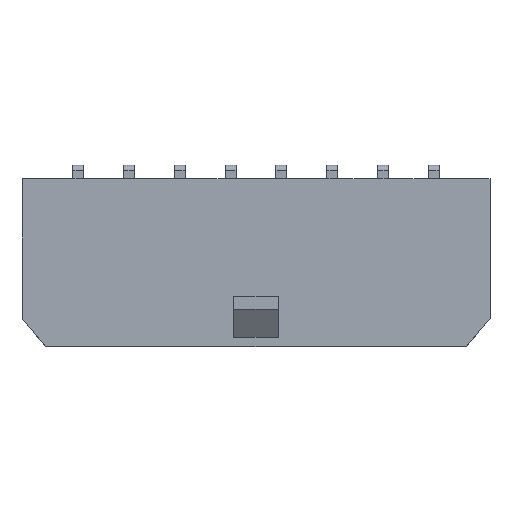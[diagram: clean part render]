
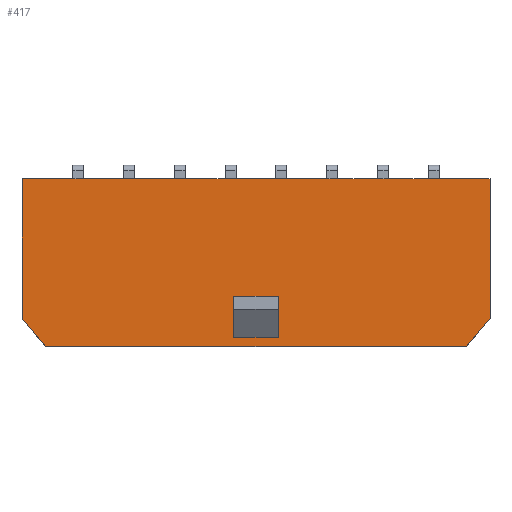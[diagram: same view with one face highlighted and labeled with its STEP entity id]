
A CAD part, top view. The second image highlights one B-rep face of the part: STEP entity #417.
In plain terms, the highlighted planar face has unit normal (0, 0, 1).
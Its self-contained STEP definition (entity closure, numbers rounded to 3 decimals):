
#417=ADVANCED_FACE('',(#942,#943),#694,.T.);
#694=PLANE('',#5170);
#942=FACE_BOUND('',#983,.T.);
#943=FACE_BOUND('',#984,.T.);
#983=EDGE_LOOP('',(#1422,#1423,#1424,#1425,#1426,#1427));
#984=EDGE_LOOP('',(#1428,#1429,#1430,#1431));
#1422=ORIENTED_EDGE('',*,*,#3266,.F.);
#1423=ORIENTED_EDGE('',*,*,#3249,.F.);
#1424=ORIENTED_EDGE('',*,*,#3310,.T.);
#1425=ORIENTED_EDGE('',*,*,#3258,.T.);
#1426=ORIENTED_EDGE('',*,*,#3263,.F.);
#1427=ORIENTED_EDGE('',*,*,#3305,.F.);
#1428=ORIENTED_EDGE('',*,*,#3311,.T.);
#1429=ORIENTED_EDGE('',*,*,#3312,.T.);
#1430=ORIENTED_EDGE('',*,*,#3313,.F.);
#1431=ORIENTED_EDGE('',*,*,#3314,.F.);
#2782=VERTEX_POINT('',#7042);
#2783=VERTEX_POINT('',#7044);
#2791=VERTEX_POINT('',#7061);
#2792=VERTEX_POINT('',#7063);
#2795=VERTEX_POINT('',#7071);
#2796=VERTEX_POINT('',#7075);
#2838=VERTEX_POINT('',#7166);
#2839=VERTEX_POINT('',#7167);
#2840=VERTEX_POINT('',#7169);
#2841=VERTEX_POINT('',#7171);
#3249=EDGE_CURVE('',#2782,#2783,#3965,.T.);
#3258=EDGE_CURVE('',#2792,#2791,#3974,.T.);
#3263=EDGE_CURVE('',#2795,#2791,#3979,.T.);
#3266=EDGE_CURVE('',#2783,#2796,#3982,.T.);
#3305=EDGE_CURVE('',#2796,#2795,#4021,.T.);
#3310=EDGE_CURVE('',#2782,#2792,#4026,.T.);
#3311=EDGE_CURVE('',#2838,#2839,#4027,.T.);
#3312=EDGE_CURVE('',#2839,#2840,#4028,.T.);
#3313=EDGE_CURVE('',#2841,#2840,#4029,.T.);
#3314=EDGE_CURVE('',#2838,#2841,#4030,.T.);
#3965=LINE('',#7043,#4609);
#3974=LINE('',#7062,#4618);
#3979=LINE('',#7072,#4623);
#3982=LINE('',#7078,#4626);
#4021=LINE('',#7156,#4665);
#4026=LINE('',#7164,#4670);
#4027=LINE('',#7165,#4671);
#4028=LINE('',#7168,#4672);
#4029=LINE('',#7170,#4673);
#4030=LINE('',#7172,#4674);
#4609=VECTOR('',#5613,1.);
#4618=VECTOR('',#5624,1.);
#4623=VECTOR('',#5631,1.);
#4626=VECTOR('',#5636,1.);
#4665=VECTOR('',#5677,1.);
#4670=VECTOR('',#5684,1.);
#4671=VECTOR('',#5685,1.);
#4672=VECTOR('',#5686,1.);
#4673=VECTOR('',#5687,1.);
#4674=VECTOR('',#5688,1.);
#5170=AXIS2_PLACEMENT_3D('',#7173,#5689,#5690);
#5613=DIRECTION('',(0.,-1.,0.));
#5624=DIRECTION('',(0.,-1.,0.));
#5631=DIRECTION('',(-0.643,0.766,0.));
#5636=DIRECTION('',(-0.643,-0.766,0.));
#5677=DIRECTION('',(-1.,0.,0.));
#5684=DIRECTION('',(-1.,0.,0.));
#5685=DIRECTION('',(-1.,0.,0.));
#5686=DIRECTION('',(0.,1.,0.));
#5687=DIRECTION('',(-1.,0.,0.));
#5688=DIRECTION('',(0.,1.,0.));
#5689=DIRECTION('',(0.,0.,1.));
#5690=DIRECTION('',(1.,0.,0.));
#7042=CARTESIAN_POINT('',(13.82,9.9,3.86));
#7043=CARTESIAN_POINT('',(13.82,9.9,3.86));
#7044=CARTESIAN_POINT('',(13.82,1.668,3.86));
#7061=CARTESIAN_POINT('',(-13.82,1.668,3.86));
#7062=CARTESIAN_POINT('',(-13.82,9.9,3.86));
#7063=CARTESIAN_POINT('',(-13.82,9.9,3.86));
#7071=CARTESIAN_POINT('',(-12.42,0.,3.86));
#7072=CARTESIAN_POINT('',(-12.42,0.,3.86));
#7075=CARTESIAN_POINT('',(12.42,0.,3.86));
#7078=CARTESIAN_POINT('',(13.82,1.668,3.86));
#7156=CARTESIAN_POINT('',(13.82,0.,3.86));
#7164=CARTESIAN_POINT('',(13.82,9.9,3.86));
#7165=CARTESIAN_POINT('',(1.3,0.54,3.86));
#7166=CARTESIAN_POINT('',(1.3,0.54,3.86));
#7167=CARTESIAN_POINT('',(-1.3,0.54,3.86));
#7168=CARTESIAN_POINT('',(-1.3,0.54,3.86));
#7169=CARTESIAN_POINT('',(-1.3,2.95,3.86));
#7170=CARTESIAN_POINT('',(1.3,2.95,3.86));
#7171=CARTESIAN_POINT('',(1.3,2.95,3.86));
#7172=CARTESIAN_POINT('',(1.3,0.54,3.86));
#7173=CARTESIAN_POINT('',(13.82,9.9,3.86));
